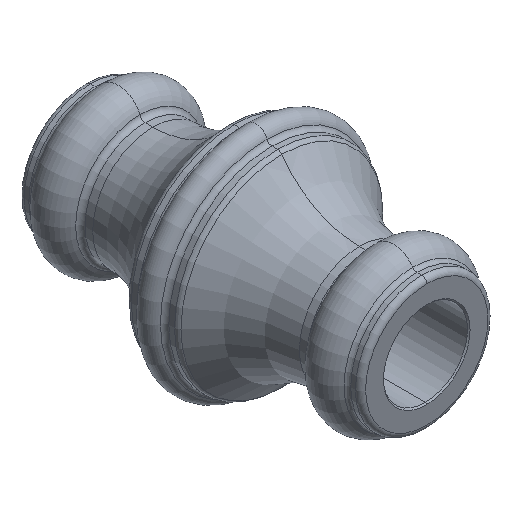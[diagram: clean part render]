
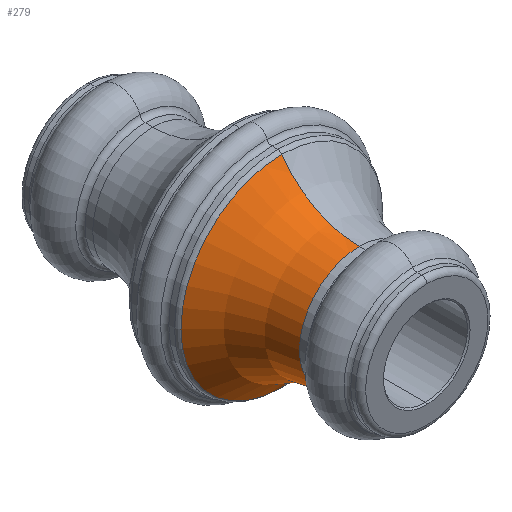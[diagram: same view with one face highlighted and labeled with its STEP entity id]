
A CAD part, isometric view. The second image highlights one B-rep face of the part: STEP entity #279.
In plain terms, the highlighted toroidal (fillet/blend) face has major radius 30.181 mm and minor radius 18.421 mm.
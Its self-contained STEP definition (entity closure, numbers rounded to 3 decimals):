
#30 = CIRCLE ( 'NONE', #1297, 18.421 ) ;
#58 = CARTESIAN_POINT ( 'NONE',  ( 0., -20.274, 30.181 ) ) ;
#82 = DIRECTION ( 'NONE',  ( 0., 0., -1. ) ) ;
#167 = VERTEX_POINT ( 'NONE', #506 ) ;
#178 = DIRECTION ( 'NONE',  ( 0., 0., -1. ) ) ;
#193 = DIRECTION ( 'NONE',  ( 0., -1., 0. ) ) ;
#222 = DIRECTION ( 'NONE',  ( 0., -1., 0. ) ) ;
#262 = CIRCLE ( 'NONE', #983, 19.79 ) ;
#268 = VERTEX_POINT ( 'NONE', #402 ) ;
#278 = CARTESIAN_POINT ( 'NONE',  ( 0., -20.274, 0. ) ) ;
#279 = ADVANCED_FACE ( 'NONE', ( #629 ), #700, .F. ) ;
#402 = CARTESIAN_POINT ( 'NONE',  ( 0., -5.062, -19.79 ) ) ;
#494 = ORIENTED_EDGE ( 'NONE', *, *, #511, .F. ) ;
#506 = CARTESIAN_POINT ( 'NONE',  ( 0., -5.062, 19.79 ) ) ;
#511 = EDGE_CURVE ( 'NONE', #1267, #1298, #1148, .T. ) ;
#557 = EDGE_CURVE ( 'NONE', #1298, #268, #621, .T. ) ;
#621 = CIRCLE ( 'NONE', #1169, 18.421 ) ;
#629 = FACE_OUTER_BOUND ( 'NONE', #705, .T. ) ;
#665 = DIRECTION ( 'NONE',  ( 0., 0., 1. ) ) ;
#671 = DIRECTION ( 'NONE',  ( -1., 0., 0. ) ) ;
#677 = CARTESIAN_POINT ( 'NONE',  ( 0., -20.274, -30.181 ) ) ;
#700 = TOROIDAL_SURFACE ( 'NONE', #942, 30.181, 18.421 ) ;
#705 = EDGE_LOOP ( 'NONE', ( #494, #1160, #752, #847 ) ) ;
#752 = ORIENTED_EDGE ( 'NONE', *, *, #1308, .T. ) ;
#821 = DIRECTION ( 'NONE',  ( 0., 0., -1. ) ) ;
#822 = DIRECTION ( 'NONE',  ( 0., -1., 0. ) ) ;
#823 = CARTESIAN_POINT ( 'NONE',  ( 0., -20.274, 0. ) ) ;
#847 = ORIENTED_EDGE ( 'NONE', *, *, #557, .F. ) ;
#878 = DIRECTION ( 'NONE',  ( 1., 0., 0. ) ) ;
#889 = CARTESIAN_POINT ( 'NONE',  ( 0., -5.062, 0. ) ) ;
#918 = AXIS2_PLACEMENT_3D ( 'NONE', #823, #822, #821 ) ;
#942 = AXIS2_PLACEMENT_3D ( 'NONE', #278, #222, #82 ) ;
#946 = EDGE_CURVE ( 'NONE', #1267, #167, #30, .T. ) ;
#983 = AXIS2_PLACEMENT_3D ( 'NONE', #889, #193, #996 ) ;
#996 = DIRECTION ( 'NONE',  ( 0., 0., -1. ) ) ;
#1148 = CIRCLE ( 'NONE', #918, 11.76 ) ;
#1160 = ORIENTED_EDGE ( 'NONE', *, *, #946, .T. ) ;
#1169 = AXIS2_PLACEMENT_3D ( 'NONE', #677, #671, #665 ) ;
#1183 = CARTESIAN_POINT ( 'NONE',  ( 0., -20.274, -11.76 ) ) ;
#1267 = VERTEX_POINT ( 'NONE', #1335 ) ;
#1297 = AXIS2_PLACEMENT_3D ( 'NONE', #58, #878, #178 ) ;
#1298 = VERTEX_POINT ( 'NONE', #1183 ) ;
#1308 = EDGE_CURVE ( 'NONE', #167, #268, #262, .T. ) ;
#1335 = CARTESIAN_POINT ( 'NONE',  ( 0., -20.274, 11.76 ) ) ;
